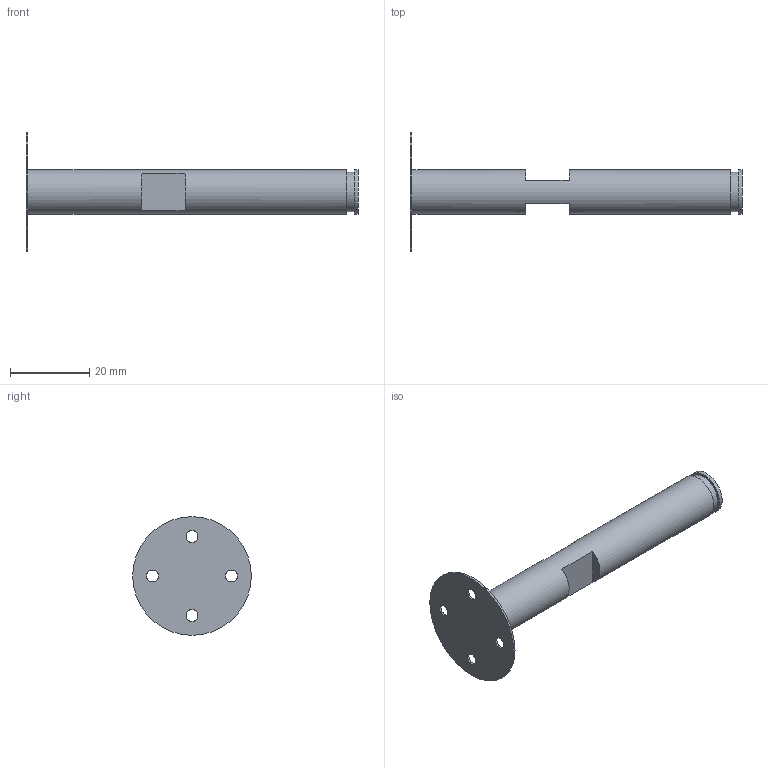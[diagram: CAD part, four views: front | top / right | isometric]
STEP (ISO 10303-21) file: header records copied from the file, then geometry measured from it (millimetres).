
FILE_DESCRIPTION(('FreeCAD Model'),'2;1');
FILE_NAME('Open CASCADE Shape Model','2024-09-04T09:53:43',('Author'),( ''),'Open CASCADE STEP processor 7.6','FreeCAD','Unknown');
FILE_SCHEMA(('AUTOMOTIVE_DESIGN { 1 0 10303 214 1 1 1 1 }'));
Length unit declared in the file: millimetre
Products named in the file (1): Body
Bounding box: 84 x 30 x 30 mm (x, y, z)
Volume: 8275.7 mm3; surface area: 4453.7 mm2
Topology: 1 solids, 1 shells, 20 faces, 41 edges, 28 vertices
Faces by surface type: plane 12, cylinder 8
Full cylindrical faces by diameter (mm): 3 x4, 10 x1, 11.3 x2, 30 x1
Entity records: 583 total; most frequent: DIRECTION 107, CARTESIAN_POINT 90, ORIENTED_EDGE 82, AXIS2_PLACEMENT_3D 45, EDGE_CURVE 41, FACE_BOUND 33, EDGE_LOOP 33, VERTEX_POINT 28
